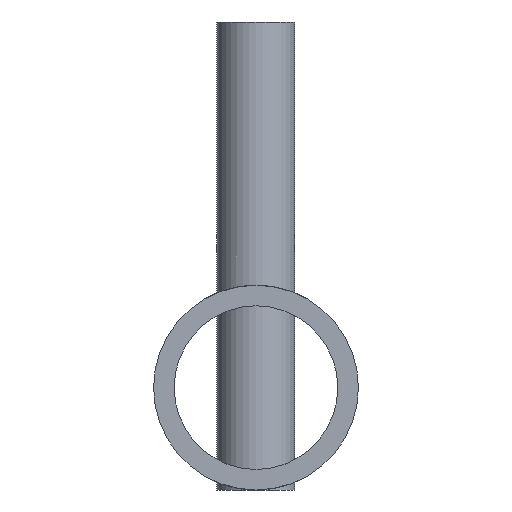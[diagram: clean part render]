
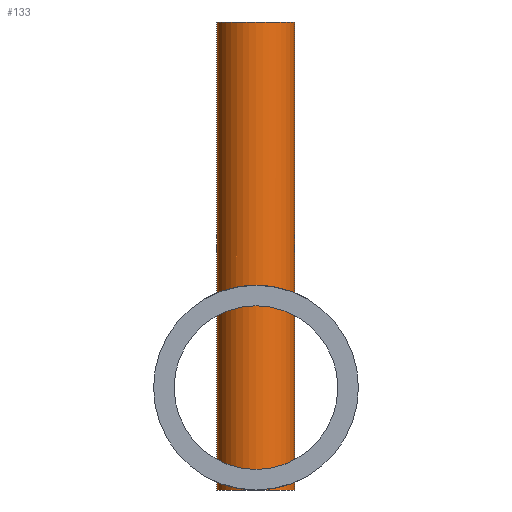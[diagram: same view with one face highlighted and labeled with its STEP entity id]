
A CAD part, front view. The second image highlights one B-rep face of the part: STEP entity #133.
In plain terms, the highlighted cylindrical face has radius 6.35 mm (diameter 12.7 mm), a full revolution.
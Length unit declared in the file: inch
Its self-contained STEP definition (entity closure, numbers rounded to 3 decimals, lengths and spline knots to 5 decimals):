
#35=CYLINDRICAL_SURFACE('',#177,0.25);
#46=FACE_BOUND('',#74,.T.);
#54=FACE_OUTER_BOUND('',#73,.T.);
#73=EDGE_LOOP('',(#119));
#74=EDGE_LOOP('',(#120));
#80=CIRCLE('',#176,0.25);
#81=CIRCLE('',#178,0.25);
#90=VERTEX_POINT('',#380);
#91=VERTEX_POINT('',#383);
#100=EDGE_CURVE('',#90,#90,#80,.T.);
#101=EDGE_CURVE('',#91,#91,#81,.T.);
#119=ORIENTED_EDGE('',*,*,#100,.T.);
#120=ORIENTED_EDGE('',*,*,#101,.T.);
#133=ADVANCED_FACE('',(#54,#46),#35,.T.);
#176=AXIS2_PLACEMENT_3D('',#381,#210,#211);
#177=AXIS2_PLACEMENT_3D('',#382,#212,#213);
#178=AXIS2_PLACEMENT_3D('',#384,#214,#215);
#210=DIRECTION('center_axis',(0.,0.,1.));
#211=DIRECTION('ref_axis',(1.,0.,0.));
#212=DIRECTION('center_axis',(0.,0.,1.));
#213=DIRECTION('ref_axis',(1.,0.,0.));
#214=DIRECTION('center_axis',(0.,0.,-1.));
#215=DIRECTION('ref_axis',(-1.,0.,0.));
#380=CARTESIAN_POINT('',(0.25,0.,0.));
#381=CARTESIAN_POINT('Origin',(0.,0.,0.));
#382=CARTESIAN_POINT('Origin',(0.,0.,0.));
#383=CARTESIAN_POINT('',(0.25,0.,3.));
#384=CARTESIAN_POINT('Origin',(0.,0.,3.));
